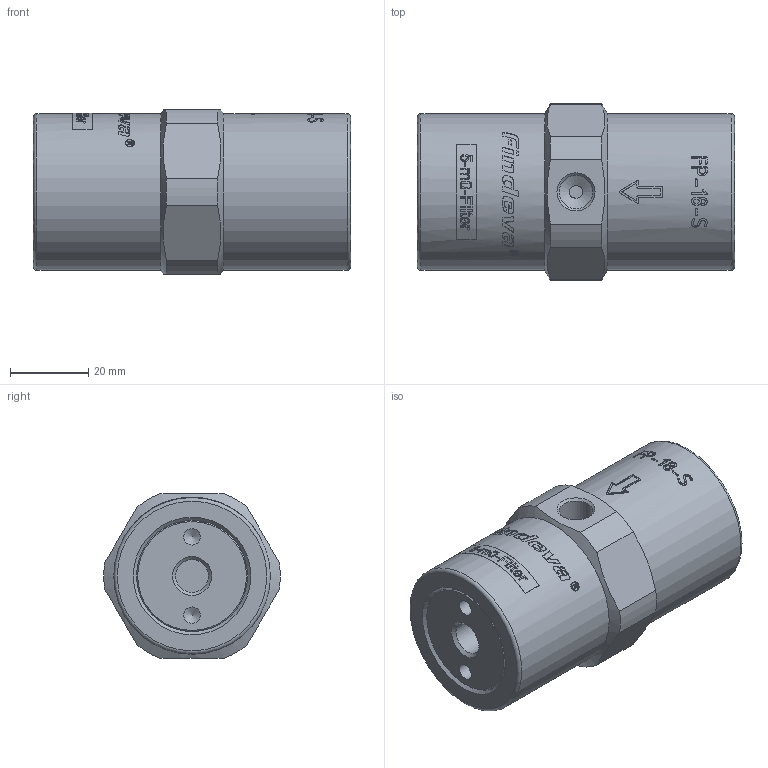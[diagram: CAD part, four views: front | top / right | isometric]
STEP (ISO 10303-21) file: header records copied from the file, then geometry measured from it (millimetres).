
FILE_DESCRIPTION((''),'2;1');
FILE_NAME('9018-10-M.stp','2012-04-02T23:10:55',('Petr'),(''),'Autodesk Inventor 2011','Autodesk Inventor 2011','');
FILE_SCHEMA(('CONFIG_CONTROL_DESIGN'));
Length unit declared in the file: millimetre
Products named in the file (1): 9018-10-M
Bounding box: 81 x 45.07 x 42 mm (x, y, z)
Volume: 102164.8 mm3; surface area: 14640.2 mm2
Topology: 1 solids, 1 shells, 449 faces, 1192 edges, 792 vertices
Faces by surface type: bspline 202, plane 173, cylinder 58, cone 14, torus 2
Full cylindrical faces by diameter (mm): 4.2 x4, 8.376 x1, 8.566 x2, 40 x2
Entity records: 50024 total; most frequent: CARTESIAN_POINT 40233, ORIENTED_EDGE 2310, DIRECTION 1242, EDGE_CURVE 1155, VERTEX_POINT 780, B_SPLINE_CURVE_WITH_KNOTS 548, EDGE_LOOP 521, FACE_OUTER_BOUND 449
